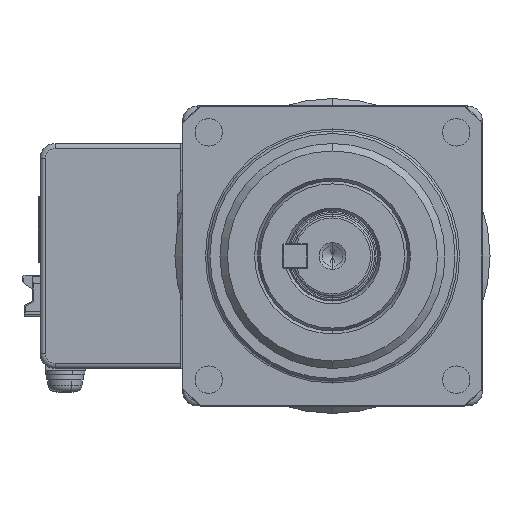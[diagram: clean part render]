
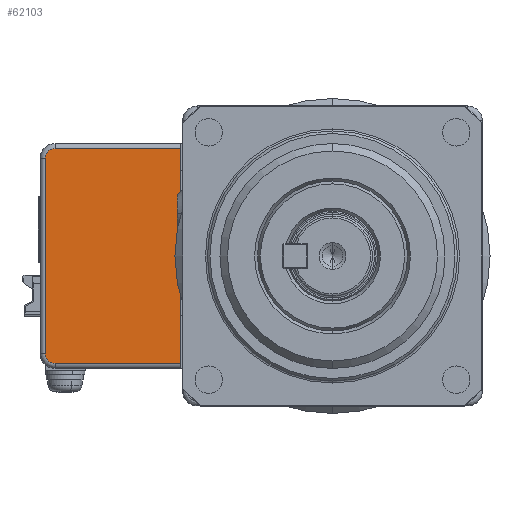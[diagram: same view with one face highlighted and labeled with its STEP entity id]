
A CAD part, left-side view. The second image highlights one B-rep face of the part: STEP entity #62103.
In plain terms, the highlighted planar face has unit normal (-1, 0, 0).
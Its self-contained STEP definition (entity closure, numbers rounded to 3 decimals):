
#3959 = CARTESIAN_POINT ( 'NONE',  ( -47., 85.5, -51.5 ) ) ;
#5281 = LINE ( 'NONE', #23530, #18669 ) ;
#10265 = VERTEX_POINT ( 'NONE', #45683 ) ;
#10752 = FACE_OUTER_BOUND ( 'NONE', #133133, .T. ) ;
#14424 = EDGE_CURVE ( 'NONE', #44331, #10265, #20239, .T. ) ;
#15204 = VECTOR ( 'NONE', #66898, 1000. ) ;
#17736 = VECTOR ( 'NONE', #61193, 1000. ) ;
#18669 = VECTOR ( 'NONE', #118581, 1000. ) ;
#19811 = DIRECTION ( 'NONE',  ( 1., 0., 0. ) ) ;
#20239 = LINE ( 'NONE', #34281, #15204 ) ;
#23530 = CARTESIAN_POINT ( 'NONE',  ( -47., 60.5, 0. ) ) ;
#30087 = AXIS2_PLACEMENT_3D ( 'NONE', #122032, #58166, #121056 ) ;
#30897 = CARTESIAN_POINT ( 'NONE',  ( -47., 87.5, -49.5 ) ) ;
#31581 = AXIS2_PLACEMENT_3D ( 'NONE', #117102, #19811, #85433 ) ;
#34281 = CARTESIAN_POINT ( 'NONE',  ( -47., 85.5, -8.5 ) ) ;
#44331 = VERTEX_POINT ( 'NONE', #82175 ) ;
#44482 = ORIENTED_EDGE ( 'NONE', *, *, #14424, .T. ) ;
#45683 = CARTESIAN_POINT ( 'NONE',  ( -47., 85.5, -8.5 ) ) ;
#45885 = VERTEX_POINT ( 'NONE', #80851 ) ;
#45945 = ORIENTED_EDGE ( 'NONE', *, *, #132268, .T. ) ;
#46038 = LINE ( 'NONE', #77952, #17736 ) ;
#49503 = VERTEX_POINT ( 'NONE', #30897 ) ;
#55679 = CARTESIAN_POINT ( 'NONE',  ( -47., 60.5, -51.5 ) ) ;
#58157 = EDGE_CURVE ( 'NONE', #44331, #92621, #5281, .T. ) ;
#58166 = DIRECTION ( 'NONE',  ( -1., 0., 0. ) ) ;
#60459 = CIRCLE ( 'NONE', #112289, 2. ) ;
#61193 = DIRECTION ( 'NONE',  ( 0., -1., 0. ) ) ;
#61923 = CARTESIAN_POINT ( 'NONE',  ( -47., 85.5, -49.5 ) ) ;
#62103 = ADVANCED_FACE ( 'NONE', ( #10752 ), #72868, .F. ) ;
#65947 = CARTESIAN_POINT ( 'NONE',  ( -47., 87.5, 0. ) ) ;
#66092 = ORIENTED_EDGE ( 'NONE', *, *, #96317, .T. ) ;
#66403 = DIRECTION ( 'NONE',  ( 0., 0., -1. ) ) ;
#66898 = DIRECTION ( 'NONE',  ( 0., 1., 0. ) ) ;
#71208 = DIRECTION ( 'NONE',  ( 0., 0., -1. ) ) ;
#72868 = PLANE ( 'NONE',  #31581 ) ;
#73051 = DIRECTION ( 'NONE',  ( -1., 0., 0. ) ) ;
#77952 = CARTESIAN_POINT ( 'NONE',  ( -47., 0., -51.5 ) ) ;
#78511 = ORIENTED_EDGE ( 'NONE', *, *, #94352, .T. ) ;
#80851 = CARTESIAN_POINT ( 'NONE',  ( -47., 87.5, -10.5 ) ) ;
#82175 = CARTESIAN_POINT ( 'NONE',  ( -47., 60.5, -8.5 ) ) ;
#85433 = DIRECTION ( 'NONE',  ( 0., 0., -1. ) ) ;
#87551 = VERTEX_POINT ( 'NONE', #3959 ) ;
#88337 = VECTOR ( 'NONE', #66403, 1000. ) ;
#92621 = VERTEX_POINT ( 'NONE', #55679 ) ;
#93247 = ORIENTED_EDGE ( 'NONE', *, *, #58157, .F. ) ;
#94352 = EDGE_CURVE ( 'NONE', #87551, #92621, #46038, .T. ) ;
#96317 = EDGE_CURVE ( 'NONE', #45885, #49503, #131725, .T. ) ;
#105871 = EDGE_CURVE ( 'NONE', #10265, #45885, #121870, .T. ) ;
#112289 = AXIS2_PLACEMENT_3D ( 'NONE', #61923, #73051, #71208 ) ;
#117102 = CARTESIAN_POINT ( 'NONE',  ( -47., 0., 0. ) ) ;
#118581 = DIRECTION ( 'NONE',  ( 0., 0., -1. ) ) ;
#119117 = ORIENTED_EDGE ( 'NONE', *, *, #105871, .T. ) ;
#121056 = DIRECTION ( 'NONE',  ( 0., 0., -1. ) ) ;
#121870 = CIRCLE ( 'NONE', #30087, 2. ) ;
#122032 = CARTESIAN_POINT ( 'NONE',  ( -47., 85.5, -10.5 ) ) ;
#131725 = LINE ( 'NONE', #65947, #88337 ) ;
#132268 = EDGE_CURVE ( 'NONE', #49503, #87551, #60459, .T. ) ;
#133133 = EDGE_LOOP ( 'NONE', ( #93247, #44482, #119117, #66092, #45945, #78511 ) ) ;
